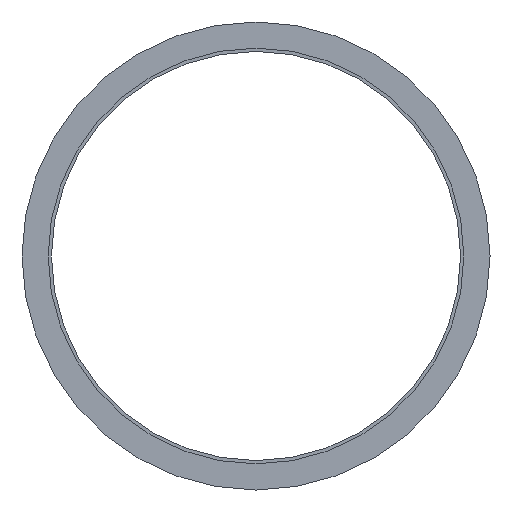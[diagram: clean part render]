
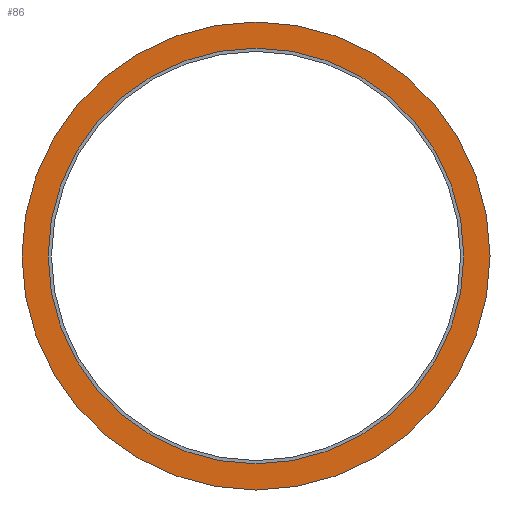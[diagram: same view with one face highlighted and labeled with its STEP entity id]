
A CAD part, front view. The second image highlights one B-rep face of the part: STEP entity #86.
In plain terms, the highlighted planar face has unit normal (0, -1, 0).
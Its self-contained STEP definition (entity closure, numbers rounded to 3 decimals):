
#16=FACE_BOUND('',#31,.T.);
#19=PLANE('',#109);
#23=FACE_OUTER_BOUND('',#30,.T.);
#30=EDGE_LOOP('',(#69));
#31=EDGE_LOOP('',(#70));
#45=CIRCLE('',#110,14.3);
#46=CIRCLE('',#111,12.7);
#51=VERTEX_POINT('',#156);
#52=VERTEX_POINT('',#158);
#58=EDGE_CURVE('',#51,#51,#45,.T.);
#59=EDGE_CURVE('',#52,#52,#46,.T.);
#69=ORIENTED_EDGE('',*,*,#58,.T.);
#70=ORIENTED_EDGE('',*,*,#59,.T.);
#86=ADVANCED_FACE('',(#23,#16),#19,.F.);
#109=AXIS2_PLACEMENT_3D('',#155,#129,#130);
#110=AXIS2_PLACEMENT_3D('',#157,#131,#132);
#111=AXIS2_PLACEMENT_3D('',#159,#133,#134);
#129=DIRECTION('center_axis',(0.,1.,0.));
#130=DIRECTION('ref_axis',(1.,0.,0.));
#131=DIRECTION('center_axis',(0.,-1.,0.));
#132=DIRECTION('ref_axis',(1.,0.,0.));
#133=DIRECTION('center_axis',(0.,1.,0.));
#134=DIRECTION('ref_axis',(1.,0.,0.));
#155=CARTESIAN_POINT('Origin',(0.,-5.,0.));
#156=CARTESIAN_POINT('',(-14.3,-5.,0.));
#157=CARTESIAN_POINT('Origin',(0.,-5.,0.));
#158=CARTESIAN_POINT('',(-12.7,-5.,0.));
#159=CARTESIAN_POINT('Origin',(0.,-5.,0.));
